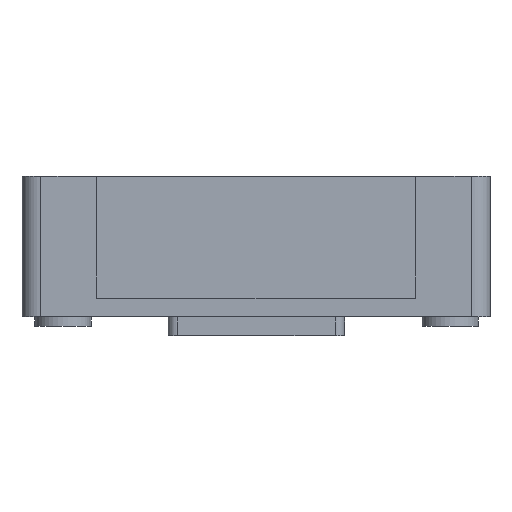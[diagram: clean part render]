
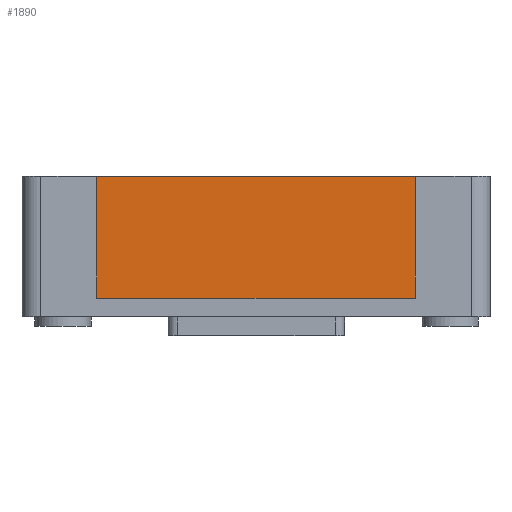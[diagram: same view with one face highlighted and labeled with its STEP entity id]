
A CAD part, front view. The second image highlights one B-rep face of the part: STEP entity #1890.
In plain terms, the highlighted planar face has unit normal (0, -1, 0).
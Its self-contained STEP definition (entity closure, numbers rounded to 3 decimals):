
#142 = CARTESIAN_POINT ( 'NONE',  ( 89.374, -102.811, 2. ) ) ;
#146 = CARTESIAN_POINT ( 'NONE',  ( 89.374, -102.811, 15. ) ) ;
#148 = CARTESIAN_POINT ( 'NONE',  ( 129.489, -102.811, 2. ) ) ;
#189 = EDGE_CURVE ( 'NONE', #1395, #1260, #310, .T. ) ;
#235 = CARTESIAN_POINT ( 'NONE',  ( 129.489, -102.811, 15. ) ) ;
#252 = LINE ( 'NONE', #2220, #3053 ) ;
#310 = LINE ( 'NONE', #3546, #694 ) ;
#350 = DIRECTION ( 'NONE',  ( 1., 0., 0. ) ) ;
#376 = EDGE_CURVE ( 'NONE', #1260, #2106, #2468, .T. ) ;
#511 = DIRECTION ( 'NONE',  ( 0., 0., 1. ) ) ;
#677 = LINE ( 'NONE', #2062, #2903 ) ;
#694 = VECTOR ( 'NONE', #350, 1000. ) ;
#762 = AXIS2_PLACEMENT_3D ( 'NONE', #142, #1816, #3329 ) ;
#947 = DIRECTION ( 'NONE',  ( 0., 0., 1. ) ) ;
#1062 = EDGE_CURVE ( 'NONE', #1554, #2106, #677, .T. ) ;
#1214 = ORIENTED_EDGE ( 'NONE', *, *, #2493, .F. ) ;
#1260 = VERTEX_POINT ( 'NONE', #148 ) ;
#1395 = VERTEX_POINT ( 'NONE', #2341 ) ;
#1554 = VERTEX_POINT ( 'NONE', #146 ) ;
#1593 = CARTESIAN_POINT ( 'NONE',  ( 129.489, -102.811, 2. ) ) ;
#1816 = DIRECTION ( 'NONE',  ( 0., -1., 0. ) ) ;
#1830 = ORIENTED_EDGE ( 'NONE', *, *, #189, .T. ) ;
#1890 = ADVANCED_FACE ( 'NONE', ( #2428 ), #3043, .T. ) ;
#1972 = EDGE_LOOP ( 'NONE', ( #3436, #1214, #1830, #2161 ) ) ;
#2062 = CARTESIAN_POINT ( 'NONE',  ( 89.374, -102.811, 15. ) ) ;
#2106 = VERTEX_POINT ( 'NONE', #235 ) ;
#2161 = ORIENTED_EDGE ( 'NONE', *, *, #376, .T. ) ;
#2220 = CARTESIAN_POINT ( 'NONE',  ( 89.374, -102.811, 2. ) ) ;
#2341 = CARTESIAN_POINT ( 'NONE',  ( 89.374, -102.811, 2. ) ) ;
#2428 = FACE_OUTER_BOUND ( 'NONE', #1972, .T. ) ;
#2468 = LINE ( 'NONE', #1593, #3649 ) ;
#2493 = EDGE_CURVE ( 'NONE', #1395, #1554, #252, .T. ) ;
#2671 = DIRECTION ( 'NONE',  ( 1., 0., 0. ) ) ;
#2903 = VECTOR ( 'NONE', #2671, 1000. ) ;
#3043 = PLANE ( 'NONE',  #762 ) ;
#3053 = VECTOR ( 'NONE', #511, 1000. ) ;
#3329 = DIRECTION ( 'NONE',  ( 0., 0., -1. ) ) ;
#3436 = ORIENTED_EDGE ( 'NONE', *, *, #1062, .F. ) ;
#3546 = CARTESIAN_POINT ( 'NONE',  ( 89.374, -102.811, 2. ) ) ;
#3649 = VECTOR ( 'NONE', #947, 1000. ) ;
